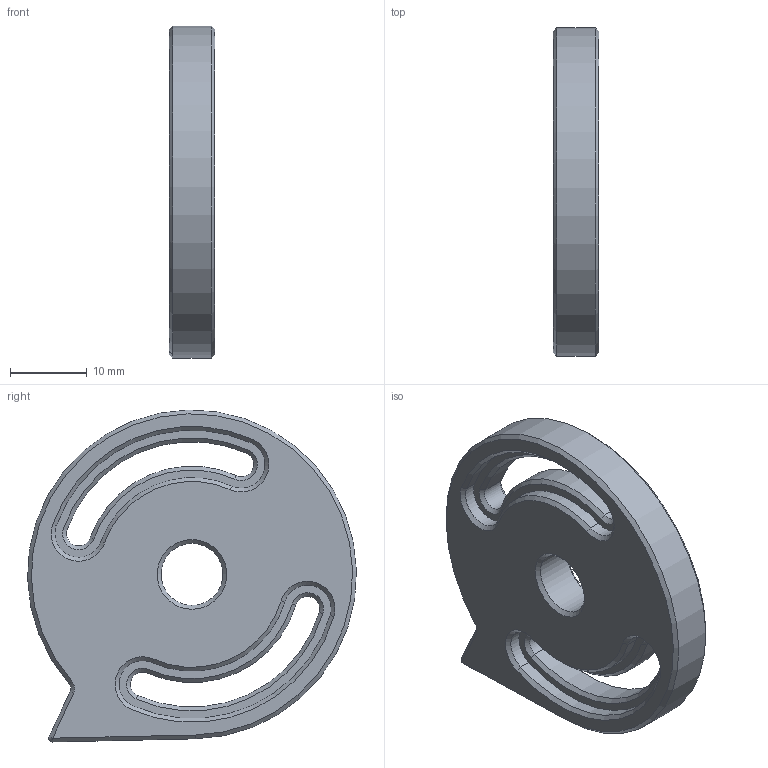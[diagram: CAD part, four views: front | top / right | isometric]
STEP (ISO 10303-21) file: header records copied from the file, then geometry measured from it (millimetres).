
FILE_DESCRIPTION(/* description */ (''),/* implementation_level */ '2;1');
FILE_NAME(/* name */ 'hardStopDialWheel_v7.step',/* time_stamp */ '2025-07-02T18:53:14-07:00',/* author */ (''),/* organization */ (''),/* preprocessor_version */ 'ST-DEVELOPER v20.1',/* originating_system */ 'Autodesk Translation Framework v14.10.0.0',/* authorisation */ '');
FILE_SCHEMA (('AUTOMOTIVE_DESIGN { 1 0 10303 214 3 1 1 }'));
Length unit declared in the file: millimetre
Products named in the file (1): 2025-07-02-18-53-14-285
Bounding box: 6 x 42.99 x 43.4 mm (x, y, z)
Volume: 7080.9 mm3; surface area: 4120 mm2
Topology: 1 solids, 1 shells, 62 faces, 138 edges, 78 vertices
Faces by surface type: cone 32, cylinder 20, plane 10
Full cylindrical faces by diameter (mm): 8.1 x1
Entity records: 1739 total; most frequent: DIRECTION 332, CARTESIAN_POINT 277, ORIENTED_EDGE 272, EDGE_CURVE 136, AXIS2_PLACEMENT_3D 133, VERTEX_POINT 78, EDGE_LOOP 70, CIRCLE 70
